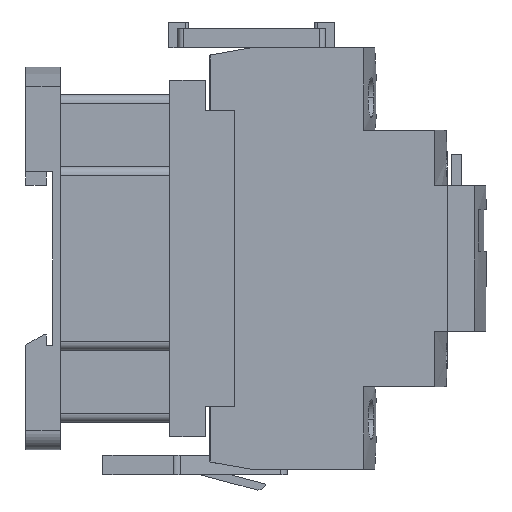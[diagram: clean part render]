
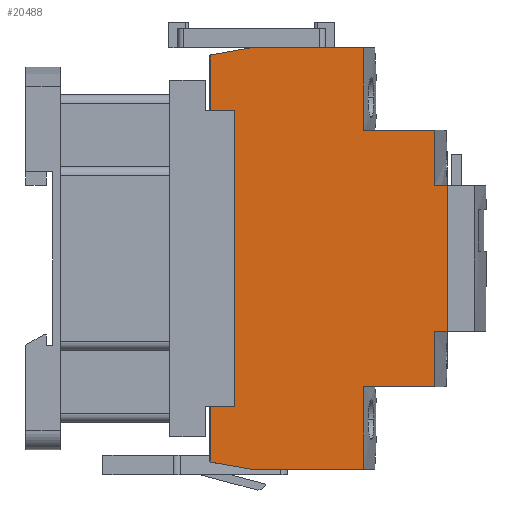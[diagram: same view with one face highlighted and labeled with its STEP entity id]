
A CAD part, left-side view. The second image highlights one B-rep face of the part: STEP entity #20488.
In plain terms, the highlighted planar face has unit normal (-1, 0, 0).
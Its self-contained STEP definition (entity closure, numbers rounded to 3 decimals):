
#17433=CARTESIAN_POINT('POINT2740',(-22.352,-68.009,
   25.8));
#17434=VERTEX_POINT('VERTEX2740',#17433);
#17452=CARTESIAN_POINT('POINT2743',(-22.352,-68.009,
   42.418));
#17453=VERTEX_POINT('VERTEX2743',#17452);
#17461=CARTESIAN_POINT('POS4822',(-22.352,-68.009,0.));
#17462=DIRECTION('DIR6582',(0.,0.,-1.));
#17463=VECTOR('VEC3062',#17462,25.4);
#17464=LINE('STRAIGHT3062',#17461,#17463);
#17465=EDGE_CURVE('EDGE4101',#17453,#17434,#17464,.T.);
#17494=CARTESIAN_POINT('POINT2744',(-22.352,-82.36,
   25.8));
#17495=VERTEX_POINT('VERTEX2744',#17494);
#17496=CARTESIAN_POINT('POS4824',(-22.352,-59.729,
   25.8));
#17497=DIRECTION('DIR6585',(0.,-1.,0.));
#17498=VECTOR('VEC3063',#17497,25.4);
#17499=LINE('STRAIGHT3063',#17496,#17498);
#17500=EDGE_CURVE('EDGE4102',#17434,#17495,#17499,.T.);
#17537=CARTESIAN_POINT('POINT2746',(-22.352,-82.36,
   14.689));
#17538=VERTEX_POINT('VERTEX2746',#17537);
#17549=CARTESIAN_POINT('POS4829',(-22.352,-82.36,0.));
#17550=DIRECTION('DIR6592',(0.,0.,-1.));
#17551=VECTOR('VEC3066',#17550,25.4);
#17552=LINE('STRAIGHT3066',#17549,#17551);
#17553=EDGE_CURVE('EDGE4107',#17495,#17538,#17552,.T.);
#17563=CARTESIAN_POINT('POINT2747',(-22.352,-84.9,
   14.689));
#17564=VERTEX_POINT('VERTEX2747',#17563);
#17568=CARTESIAN_POINT('POS4831',(-22.352,-63.704,
   14.689));
#17569=DIRECTION('DIR6595',(0.,-1.,0.));
#17570=VECTOR('VEC3067',#17569,25.4);
#17571=LINE('STRAIGHT3067',#17568,#17570);
#17572=EDGE_CURVE('EDGE4109',#17538,#17564,#17571,.T.);
#17585=CARTESIAN_POINT('POINT2748',(-22.352,-84.9,
   -14.689));
#17586=VERTEX_POINT('VERTEX2748',#17585);
#17587=CARTESIAN_POINT('POS4833',(-22.352,-84.9,0.));
#17588=DIRECTION('DIR6597',(0.,0.,1.));
#17589=VECTOR('VEC3069',#17588,25.4);
#17590=LINE('STRAIGHT3069',#17587,#17589);
#17591=EDGE_CURVE('EDGE4111',#17586,#17564,#17590,.T.);
#17611=CARTESIAN_POINT('POINT2749',(-22.352,-82.36,
   -14.689));
#17612=VERTEX_POINT('VERTEX2749',#17611);
#17613=CARTESIAN_POINT('POS4835',(-22.352,-63.704,
   -14.689));
#17614=DIRECTION('DIR6600',(0.,1.,0.));
#17615=VECTOR('VEC3070',#17614,25.4);
#17616=LINE('STRAIGHT3070',#17613,#17615);
#17617=EDGE_CURVE('EDGE4113',#17586,#17612,#17616,.T.);
#17638=CARTESIAN_POINT('POINT2750',(-22.352,-82.36,
   -25.8));
#17639=VERTEX_POINT('VERTEX2750',#17638);
#17640=EDGE_CURVE('EDGE4115',#17612,#17639,#17552,.T.);
#17680=CARTESIAN_POINT('POINT2753',(-22.352,-68.009,
   -25.8));
#17681=VERTEX_POINT('VERTEX2753',#17680);
#17696=CARTESIAN_POINT('POS4840',(-22.352,-59.729,
   -25.8));
#17697=DIRECTION('DIR6607',(0.,1.,0.));
#17698=VECTOR('VEC3073',#17697,25.4);
#17699=LINE('STRAIGHT3073',#17696,#17698);
#17700=EDGE_CURVE('EDGE4120',#17639,#17681,#17699,.T.);
#17725=CARTESIAN_POINT('POINT2754',(-22.352,-68.009,
   -42.418));
#17726=VERTEX_POINT('VERTEX2754',#17725);
#17727=EDGE_CURVE('EDGE4121',#17681,#17726,#17464,.T.);
#17756=CARTESIAN_POINT('POINT2756',(-22.352,-45.397,
   -42.418));
#17757=VERTEX_POINT('VERTEX2756',#17756);
#17758=CARTESIAN_POINT('POS4845',(-22.352,-52.554,
   -42.418));
#17759=DIRECTION('DIR6614',(0.,1.,0.));
#17760=VECTOR('VEC3076',#17759,25.4);
#17761=LINE('STRAIGHT3076',#17758,#17760);
#17762=EDGE_CURVE('EDGE4125',#17726,#17757,#17761,.T.);
#17798=CARTESIAN_POINT('POINT2757',(-22.352,-37.125,
   -40.959));
#17799=VERTEX_POINT('VERTEX2757',#17798);
#17800=CARTESIAN_POINT('POS4847',(-22.352,-52.098,
   -43.6));
#17801=DIRECTION('DIR6617',(0.,-0.985,
   -0.174));
#17802=VECTOR('VEC3077',#17801,25.4);
#17803=LINE('STRAIGHT3077',#17800,#17802);
#17804=EDGE_CURVE('EDGE4127',#17799,#17757,#17803,.T.);
#17821=CARTESIAN_POINT('POINT2759',(-22.352,-37.125,
   -29.87));
#17822=VERTEX_POINT('VERTEX2759',#17821);
#17823=CARTESIAN_POINT('POS4849',(-22.352,-37.125,0.))
   ;
#17824=DIRECTION('DIR6619',(0.,0.,-1.));
#17825=VECTOR('VEC3079',#17824,25.4);
#17826=LINE('STRAIGHT3079',#17823,#17825);
#17827=EDGE_CURVE('EDGE4130',#17822,#17799,#17826,.T.);
#17851=CARTESIAN_POINT('POINT2762',(-22.352,-42.126,
   -29.87));
#17852=VERTEX_POINT('VERTEX2762',#17851);
#17853=CARTESIAN_POINT('POS4852',(-22.352,-46.083,
   -29.87));
#17854=DIRECTION('DIR6622',(0.,1.,0.));
#17855=VECTOR('VEC3082',#17854,25.4);
#17856=LINE('STRAIGHT3082',#17853,#17855);
#17857=EDGE_CURVE('EDGE4134',#17852,#17822,#17856,.T.);
#17873=CARTESIAN_POINT('POINT2764',(-22.352,-42.126,
   29.87));
#17874=VERTEX_POINT('VERTEX2764',#17873);
#17875=CARTESIAN_POINT('POS4854',(-22.352,-42.126,0.));
#17876=DIRECTION('DIR6624',(0.,0.,-1.));
#17877=VECTOR('VEC3084',#17876,25.4);
#17878=LINE('STRAIGHT3084',#17875,#17877);
#17879=EDGE_CURVE('EDGE4137',#17874,#17852,#17878,.T.);
#17895=CARTESIAN_POINT('POINT2766',(-22.352,-37.125,
   29.87));
#17896=VERTEX_POINT('VERTEX2766',#17895);
#17897=CARTESIAN_POINT('POS4856',(-22.352,-46.083,
   29.87));
#17898=DIRECTION('DIR6626',(0.,-1.,0.));
#17899=VECTOR('VEC3086',#17898,25.4);
#17900=LINE('STRAIGHT3086',#17897,#17899);
#17901=EDGE_CURVE('EDGE4140',#17896,#17874,#17900,.T.);
#19299=CARTESIAN_POINT('POINT2863',(-22.352,-37.125,
   40.959));
#19300=VERTEX_POINT('VERTEX2863',#19299);
#19316=EDGE_CURVE('EDGE4275',#19300,#17896,#17826,.T.);
#20382=CARTESIAN_POINT('POINT2936',(-22.352,-59.901,
   42.418));
#20383=VERTEX_POINT('VERTEX2936',#20382);
#20393=CARTESIAN_POINT('POS5148',(-22.352,-52.554,
   42.418));
#20394=DIRECTION('DIR6997',(0.,-1.,0.));
#20395=VECTOR('VEC3299',#20394,25.4);
#20396=LINE('STRAIGHT3299',#20393,#20395);
#20397=EDGE_CURVE('EDGE4379',#20383,#17453,#20396,.T.);
#20442=CARTESIAN_POINT('POINT2940',(-22.352,-45.296,
   42.4));
#20443=VERTEX_POINT('VERTEX2940',#20442);
#20444=CARTESIAN_POINT('POINT2941',(-22.352,-59.901,
   42.4));
#20445=VERTEX_POINT('VERTEX2941',#20444);
#20446=CARTESIAN_POINT('POS5154',(-22.352,-55.852,
   42.4));
#20447=DIRECTION('DIR7004',(0.,-1.,0.));
#20448=VECTOR('VEC3304',#20447,25.4);
#20449=LINE('STRAIGHT3304',#20446,#20448);
#20450=EDGE_CURVE('EDGE4384',#20443,#20445,#20449,.T.);
#20451=ORIENTED_EDGE('COEDGE8617',*,*,#20450,.F.);
#20452=CARTESIAN_POINT('POS5155',(-22.352,-52.098,
   43.6));
#20453=DIRECTION('DIR7005',(0.,0.985,
   -0.174));
#20454=VECTOR('VEC3305',#20453,25.4);
#20455=LINE('STRAIGHT3305',#20452,#20454);
#20456=EDGE_CURVE('EDGE4385',#20443,#19300,#20455,.T.);
#20457=ORIENTED_EDGE('COEDGE8618',*,*,#20456,.T.);
#20458=ORIENTED_EDGE('COEDGE8619',*,*,#19316,.T.);
#20459=ORIENTED_EDGE('COEDGE8620',*,*,#17901,.T.);
#20460=ORIENTED_EDGE('COEDGE8621',*,*,#17879,.T.);
#20461=ORIENTED_EDGE('COEDGE8622',*,*,#17857,.T.);
#20462=ORIENTED_EDGE('COEDGE8623',*,*,#17827,.T.);
#20463=ORIENTED_EDGE('COEDGE8624',*,*,#17804,.T.);
#20464=ORIENTED_EDGE('COEDGE8625',*,*,#17762,.F.);
#20465=ORIENTED_EDGE('COEDGE8626',*,*,#17727,.F.);
#20466=ORIENTED_EDGE('COEDGE8627',*,*,#17700,.F.);
#20467=ORIENTED_EDGE('COEDGE8628',*,*,#17640,.F.);
#20468=ORIENTED_EDGE('COEDGE8629',*,*,#17617,.F.);
#20469=ORIENTED_EDGE('COEDGE8630',*,*,#17591,.T.);
#20470=ORIENTED_EDGE('COEDGE8631',*,*,#17572,.F.);
#20471=ORIENTED_EDGE('COEDGE8632',*,*,#17553,.F.);
#20472=ORIENTED_EDGE('COEDGE8633',*,*,#17500,.F.);
#20473=ORIENTED_EDGE('COEDGE8634',*,*,#17465,.F.);
#20474=ORIENTED_EDGE('COEDGE8635',*,*,#20397,.F.);
#20475=CARTESIAN_POINT('POS5156',(-22.352,-59.901,
   42.4));
#20476=DIRECTION('DIR7006',(0.,0.,1.));
#20477=VECTOR('VEC3306',#20476,25.4);
#20478=LINE('STRAIGHT3306',#20475,#20477);
#20479=EDGE_CURVE('EDGE4386',#20445,#20383,#20478,.T.);
#20480=ORIENTED_EDGE('COEDGE8636',*,*,#20479,.F.);
#20481=EDGE_LOOP('NONE',(#20451,#20457,#20458,#20459,#20460,#20461,
   #20462,#20463,#20464,#20465,#20466,#20467,#20468,#20469,#20470,#20471
   ,#20472,#20473,#20474,#20480));
#20482=FACE_BOUND('LOOP1',#20481,.T.);
#20483=CARTESIAN_POINT('POS5157',(-22.352,-52.554,0.))
   ;
#20484=DIRECTION('DIR7007',(1.,0.,0.));
#20485=DIRECTION('DIR7008',(0.,1.,0.));
#20486=AXIS2_PLACEMENT_3D('AXIS1851',#20483,#20484,#20485);
#20487=PLANE('PLANE1115',#20486);
#20488=ADVANCED_FACE('FACE1628',(#20482),#20487,.F.);
